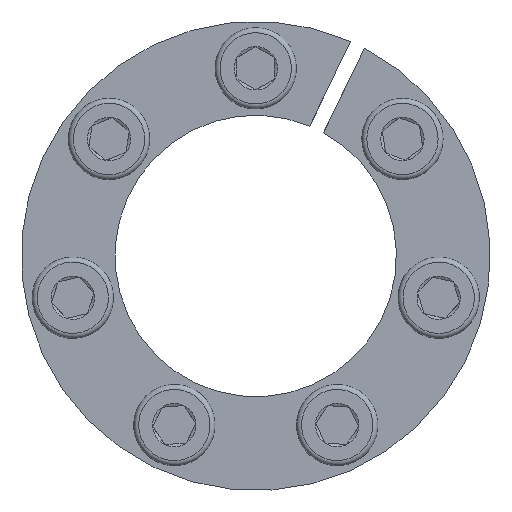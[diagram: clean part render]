
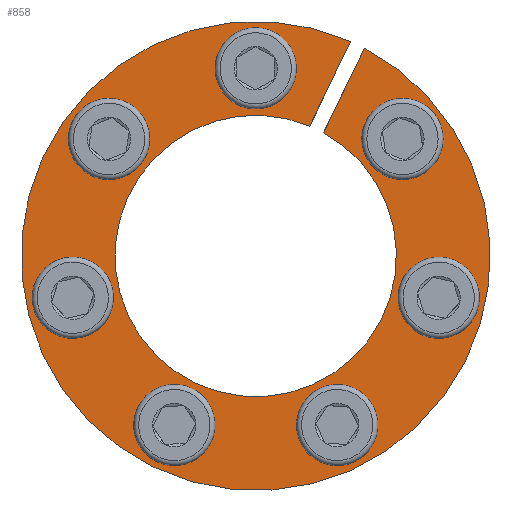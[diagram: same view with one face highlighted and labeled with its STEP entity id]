
A CAD part, front view. The second image highlights one B-rep face of the part: STEP entity #858.
In plain terms, the highlighted planar face has unit normal (0, -1, 0).
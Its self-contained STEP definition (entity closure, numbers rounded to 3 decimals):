
#148=PLANE('',#915);
#191=VECTOR('',#1046,1.);
#195=VECTOR('',#1065,1.);
#219=LINE('',#1315,#191);
#223=LINE('',#1335,#195);
#252=VERTEX_POINT('',#1314);
#253=VERTEX_POINT('',#1316);
#256=VERTEX_POINT('',#1324);
#257=VERTEX_POINT('',#1328);
#258=VERTEX_POINT('',#1330);
#259=VERTEX_POINT('',#1332);
#260=VERTEX_POINT('',#1334);
#261=VERTEX_POINT('',#1337);
#262=VERTEX_POINT('',#1339);
#263=VERTEX_POINT('',#1341);
#264=VERTEX_POINT('',#1343);
#317=CIRCLE('',#914,22.5);
#318=CIRCLE('',#916,4.);
#319=CIRCLE('',#917,4.);
#320=CIRCLE('',#918,4.);
#321=CIRCLE('',#919,37.5);
#322=CIRCLE('',#920,4.);
#323=CIRCLE('',#921,4.);
#324=CIRCLE('',#922,4.);
#325=CIRCLE('',#923,4.);
#380=EDGE_CURVE('',#252,#253,#219,.T.);
#384=EDGE_CURVE('',#253,#256,#317,.T.);
#386=EDGE_CURVE('',#257,#257,#318,.T.);
#387=EDGE_CURVE('',#258,#258,#319,.T.);
#388=EDGE_CURVE('',#259,#259,#320,.T.);
#389=EDGE_CURVE('',#252,#260,#321,.T.);
#390=EDGE_CURVE('',#256,#260,#223,.T.);
#391=EDGE_CURVE('',#261,#261,#322,.T.);
#392=EDGE_CURVE('',#262,#262,#323,.T.);
#393=EDGE_CURVE('',#263,#263,#324,.T.);
#394=EDGE_CURVE('',#264,#264,#325,.T.);
#482=ORIENTED_EDGE('',*,*,#386,.T.);
#483=ORIENTED_EDGE('',*,*,#387,.T.);
#484=ORIENTED_EDGE('',*,*,#388,.T.);
#485=ORIENTED_EDGE('',*,*,#384,.F.);
#486=ORIENTED_EDGE('',*,*,#380,.F.);
#487=ORIENTED_EDGE('',*,*,#389,.T.);
#488=ORIENTED_EDGE('',*,*,#390,.F.);
#489=ORIENTED_EDGE('',*,*,#391,.T.);
#490=ORIENTED_EDGE('',*,*,#392,.T.);
#491=ORIENTED_EDGE('',*,*,#393,.T.);
#492=ORIENTED_EDGE('',*,*,#394,.T.);
#650=EDGE_LOOP('',(#482));
#651=EDGE_LOOP('',(#483));
#652=EDGE_LOOP('',(#484));
#653=EDGE_LOOP('',(#485,#486,#487,#488));
#654=EDGE_LOOP('',(#489));
#655=EDGE_LOOP('',(#490));
#656=EDGE_LOOP('',(#491));
#657=EDGE_LOOP('',(#492));
#754=FACE_BOUND('',#650,.T.);
#755=FACE_BOUND('',#651,.T.);
#756=FACE_BOUND('',#652,.T.);
#757=FACE_BOUND('',#653,.T.);
#758=FACE_BOUND('',#654,.T.);
#759=FACE_BOUND('',#655,.T.);
#760=FACE_BOUND('',#656,.T.);
#761=FACE_BOUND('',#657,.T.);
#858=ADVANCED_FACE('',(#754,#755,#756,#757,#758,#759,#760,#761),#148,.F.);
#914=AXIS2_PLACEMENT_3D('',#1323,#1053,#1054);
#915=AXIS2_PLACEMENT_3D('',#1326,#1056,$);
#916=AXIS2_PLACEMENT_3D('',#1327,#1057,#1058);
#917=AXIS2_PLACEMENT_3D('',#1329,#1059,#1060);
#918=AXIS2_PLACEMENT_3D('',#1331,#1061,#1062);
#919=AXIS2_PLACEMENT_3D('',#1333,#1063,#1064);
#920=AXIS2_PLACEMENT_3D('',#1336,#1066,#1067);
#921=AXIS2_PLACEMENT_3D('',#1338,#1068,#1069);
#922=AXIS2_PLACEMENT_3D('',#1340,#1070,#1071);
#923=AXIS2_PLACEMENT_3D('',#1342,#1072,#1073);
#1046=DIRECTION('',(-0.434,0.,-0.901));
#1053=DIRECTION('',(0.,-1.,0.));
#1054=DIRECTION('',(0.,0.,-22.5));
#1056=DIRECTION('',(0.,1.,0.));
#1057=DIRECTION('',(0.,1.,0.));
#1058=DIRECTION('',(-0.89,0.,3.9));
#1059=DIRECTION('',(0.,1.,0.));
#1060=DIRECTION('',(-3.604,0.,-1.736));
#1061=DIRECTION('',(0.,1.,0.));
#1062=DIRECTION('',(2.494,0.,-3.127));
#1063=DIRECTION('',(0.,-1.,0.));
#1064=DIRECTION('',(0.,0.,-37.5));
#1065=DIRECTION('',(0.434,0.,0.901));
#1066=DIRECTION('',(0.,1.,0.));
#1067=DIRECTION('',(4.,0.,0.));
#1068=DIRECTION('',(0.,1.,0.));
#1069=DIRECTION('',(-0.89,0.,-3.9));
#1070=DIRECTION('',(0.,1.,0.));
#1071=DIRECTION('',(-3.604,0.,1.736));
#1072=DIRECTION('',(0.,1.,0.));
#1073=DIRECTION('',(2.494,0.,3.127));
#1314=CARTESIAN_POINT('',(15.154,0.,34.302));
#1315=CARTESIAN_POINT('',(15.163,0.,34.32));
#1316=CARTESIAN_POINT('',(8.64,0.,20.775));
#1323=CARTESIAN_POINT('',(0.,0.,0.));
#1324=CARTESIAN_POINT('',(10.856,0.,19.708));
#1326=CARTESIAN_POINT('',(0.,0.,
37.5));
#1327=CARTESIAN_POINT('',(-29.248,0.,-6.676));
#1328=CARTESIAN_POINT('',(-30.138,0.,-2.776));
#1329=CARTESIAN_POINT('',(13.017,0.,-27.029));
#1330=CARTESIAN_POINT('',(9.413,0.,-28.765));
#1331=CARTESIAN_POINT('',(23.455,0.,18.705));
#1332=CARTESIAN_POINT('',(25.949,0.,15.577));
#1333=CARTESIAN_POINT('',(0.,0.,0.));
#1334=CARTESIAN_POINT('',(17.37,0.,33.235));
#1335=CARTESIAN_POINT('',(10.856,0.,19.708));
#1336=CARTESIAN_POINT('',(0.,0.,30.));
#1337=CARTESIAN_POINT('',(4.,0.,30.));
#1338=CARTESIAN_POINT('',(29.248,0.,-6.676));
#1339=CARTESIAN_POINT('',(28.358,0.,-10.575));
#1340=CARTESIAN_POINT('',(-13.017,0.,-27.029));
#1341=CARTESIAN_POINT('',(-16.62,0.,-25.294));
#1342=CARTESIAN_POINT('',(-23.455,0.,18.705));
#1343=CARTESIAN_POINT('',(-20.961,0.,21.832));
